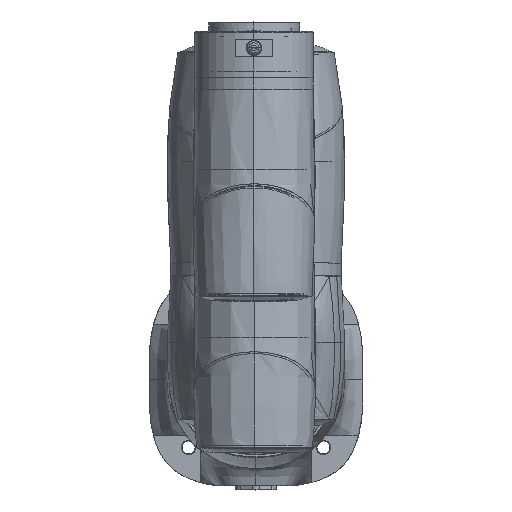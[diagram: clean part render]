
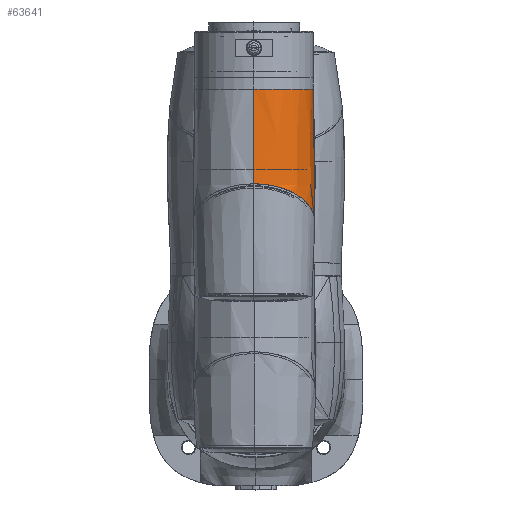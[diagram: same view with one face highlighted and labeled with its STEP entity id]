
A CAD part, top view. The second image highlights one B-rep face of the part: STEP entity #63641.
In plain terms, the highlighted free-form (B-spline) face has degree [3, 3] with [9, 7] control points.
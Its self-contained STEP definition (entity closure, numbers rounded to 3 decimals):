
#62743=CARTESIAN_POINT('',(0.,42.072,
101.499));
#62744=CARTESIAN_POINT('',(0.,42.129,
98.355));
#62745=CARTESIAN_POINT('',(0.,42.269,
89.703));
#62746=CARTESIAN_POINT('',(0.,42.463,
70.026));
#62747=CARTESIAN_POINT('',(0.,42.319,
42.467));
#62748=CARTESIAN_POINT('',(0.,41.575,
20.47));
#62749=CARTESIAN_POINT('',(0.,41.,
9.5));
#62797=CARTESIAN_POINT('',(-42.383,0.,
75.015));
#62798=CARTESIAN_POINT('',(-42.432,0.,
64.167));
#62799=CARTESIAN_POINT('',(-42.313,0.,
42.294));
#62800=CARTESIAN_POINT('',(-41.575,0.,
20.47));
#62801=CARTESIAN_POINT('',(-41.,0.,
9.5));
#62803=CARTESIAN_POINT('',(0.,0.,9.5));
#62804=DIRECTION('',(0.,0.,-1.));
#62805=DIRECTION('',(-1.,0.,0.));
#62806=AXIS2_PLACEMENT_3D('',#62803,#62804,#62805);
#62821=CARTESIAN_POINT('',(-42.383,0.,
75.015));
#62919=CARTESIAN_POINT('',(-42.383,0.,
75.015));
#62920=CARTESIAN_POINT('',(-42.383,1.64,
75.015));
#62921=CARTESIAN_POINT('',(-42.193,4.99,
75.134));
#62922=CARTESIAN_POINT('',(-41.257,10.206,
75.719));
#62923=CARTESIAN_POINT('',(-39.527,15.684,
76.8));
#62924=CARTESIAN_POINT('',(-36.919,21.033,
78.43));
#62925=CARTESIAN_POINT('',(-34.386,24.93,
80.012));
#62926=CARTESIAN_POINT('',(-31.199,28.892,
82.004));
#62927=CARTESIAN_POINT('',(-27.123,32.729,
84.551));
#62928=CARTESIAN_POINT('',(-22.127,36.243,
87.673));
#62929=CARTESIAN_POINT('',(-17.743,38.487,
90.412));
#62930=CARTESIAN_POINT('',(-12.476,40.49,
93.704));
#62931=CARTESIAN_POINT('',(-6.635,41.784,
97.353));
#62932=CARTESIAN_POINT('',(-2.284,42.098,
100.072));
#62933=CARTESIAN_POINT('',(0.,42.072,
101.499));
#63333=VERTEX_POINT('',#62821);
#63334=VERTEX_POINT('',#62933);
#63341=VERTEX_POINT('',#62749);
#63343=VERTEX_POINT('',#62801);
#63569=CARTESIAN_POINT('',(0.661,42.05,
102.419));
#63570=CARTESIAN_POINT('',(0.661,42.114,
98.968));
#63571=CARTESIAN_POINT('',(0.661,42.261,
90.01));
#63572=CARTESIAN_POINT('',(0.66,42.458,
70.026));
#63573=CARTESIAN_POINT('',(0.655,42.312,
42.159));
#63574=CARTESIAN_POINT('',(0.644,41.549,
19.857));
#63575=CARTESIAN_POINT('',(0.637,40.946,
8.581));
#63576=CARTESIAN_POINT('',(-5.126,42.137,
102.422));
#63577=CARTESIAN_POINT('',(-5.127,42.201,
98.971));
#63578=CARTESIAN_POINT('',(-5.128,42.349,
90.012));
#63579=CARTESIAN_POINT('',(-5.121,42.547,
70.026));
#63580=CARTESIAN_POINT('',(-5.078,42.402,
42.156));
#63581=CARTESIAN_POINT('',(-4.994,41.637,
19.854));
#63582=CARTESIAN_POINT('',(-4.937,41.033,
8.581));
#63583=CARTESIAN_POINT('',(-13.519,40.567,
102.425));
#63584=CARTESIAN_POINT('',(-13.532,40.625,
98.974));
#63585=CARTESIAN_POINT('',(-13.562,40.757,
90.015));
#63586=CARTESIAN_POINT('',(-13.598,40.927,
70.027));
#63587=CARTESIAN_POINT('',(-13.549,40.767,
42.153));
#63588=CARTESIAN_POINT('',(-13.359,40.029,
19.85));
#63589=CARTESIAN_POINT('',(-13.214,39.451,
8.582));
#63590=CARTESIAN_POINT('',(-23.533,35.318,
102.427));
#63591=CARTESIAN_POINT('',(-23.558,35.361,
98.976));
#63592=CARTESIAN_POINT('',(-23.615,35.458,
90.016));
#63593=CARTESIAN_POINT('',(-23.68,35.571,
70.027));
#63594=CARTESIAN_POINT('',(-23.576,35.401,
42.15));
#63595=CARTESIAN_POINT('',(-23.193,34.761,
19.848));
#63596=CARTESIAN_POINT('',(-22.902,34.27,
8.582));
#63597=CARTESIAN_POINT('',(-30.054,30.054,
102.428));
#63598=CARTESIAN_POINT('',(-30.087,30.087,
98.976));
#63599=CARTESIAN_POINT('',(-30.159,30.159,
90.016));
#63600=CARTESIAN_POINT('',(-30.237,30.237,
70.027));
#63601=CARTESIAN_POINT('',(-30.081,30.081,
42.15));
#63602=CARTESIAN_POINT('',(-29.549,29.549,
19.848));
#63603=CARTESIAN_POINT('',(-29.146,29.146,
8.582));
#63604=CARTESIAN_POINT('',(-35.318,23.533,
102.427));
#63605=CARTESIAN_POINT('',(-35.361,23.558,
98.976));
#63606=CARTESIAN_POINT('',(-35.458,23.615,
90.016));
#63607=CARTESIAN_POINT('',(-35.571,23.68,
70.027));
#63608=CARTESIAN_POINT('',(-35.401,23.576,
42.15));
#63609=CARTESIAN_POINT('',(-34.761,23.193,
19.848));
#63610=CARTESIAN_POINT('',(-34.27,22.902,
8.582));
#63611=CARTESIAN_POINT('',(-40.568,13.519,
102.425));
#63612=CARTESIAN_POINT('',(-40.625,13.532,
98.974));
#63613=CARTESIAN_POINT('',(-40.757,13.562,
90.015));
#63614=CARTESIAN_POINT('',(-40.927,13.598,
70.027));
#63615=CARTESIAN_POINT('',(-40.768,13.549,
42.153));
#63616=CARTESIAN_POINT('',(-40.029,13.358,
19.85));
#63617=CARTESIAN_POINT('',(-39.451,13.213,
8.582));
#63618=CARTESIAN_POINT('',(-42.137,5.125,
102.422));
#63619=CARTESIAN_POINT('',(-42.201,5.126,
98.971));
#63620=CARTESIAN_POINT('',(-42.349,5.127,
90.012));
#63621=CARTESIAN_POINT('',(-42.547,5.12,
70.026));
#63622=CARTESIAN_POINT('',(-42.402,5.077,
42.156));
#63623=CARTESIAN_POINT('',(-41.637,4.994,
19.854));
#63624=CARTESIAN_POINT('',(-41.033,4.936,
8.581));
#63625=CARTESIAN_POINT('',(-42.05,-0.662,
102.419));
#63626=CARTESIAN_POINT('',(-42.114,-0.662,
98.968));
#63627=CARTESIAN_POINT('',(-42.261,-0.662,
90.01));
#63628=CARTESIAN_POINT('',(-42.458,-0.661,
70.026));
#63629=CARTESIAN_POINT('',(-42.312,-0.656,
42.159));
#63630=CARTESIAN_POINT('',(-41.549,-0.645,
19.857));
#63631=CARTESIAN_POINT('',(-40.946,-0.638,
8.581));
#63632=B_SPLINE_SURFACE_WITH_KNOTS('',3,3,((#63569,#63570,#63571,#63572,#63573,
#63574,#63575),(#63576,#63577,#63578,#63579,#63580,#63581,#63582),(#63583,
#63584,#63585,#63586,#63587,#63588,#63589),(#63590,#63591,#63592,#63593,#63594,
#63595,#63596),(#63597,#63598,#63599,#63600,#63601,#63602,#63603),(#63604,
#63605,#63606,#63607,#63608,#63609,#63610),(#63611,#63612,#63613,#63614,#63615,
#63616,#63617),(#63618,#63619,#63620,#63621,#63622,#63623,#63624),(#63625,
#63626,#63627,#63628,#63629,#63630,#63631)),.UNSPECIFIED.,.F.,.F.,.F.,(4,1,1,1,
1,1,4),(4,1,1,1,4),(-0.01,0.25,0.375,0.5,0.625,0.75,
1.01),(0.297,0.375,0.5,0.75,1.007),
.UNSPECIFIED.);
#63634=ORIENTED_EDGE('',*,*,#63633,.T.);
#63635=ORIENTED_EDGE('',*,*,#63454,.T.);
#63636=ORIENTED_EDGE('',*,*,#63553,.F.);
#63638=ORIENTED_EDGE('',*,*,#63637,.F.);
#63639=EDGE_LOOP('',(#63634,#63635,#63636,#63638));
#63640=FACE_OUTER_BOUND('',#63639,.F.);
#63641=ADVANCED_FACE('',(#63640),#63632,.F.);
#62750=B_SPLINE_CURVE_WITH_KNOTS('',3,(#62743,#62744,#62745,#62746,#62747,
#62748,#62749),.UNSPECIFIED.,.F.,.F.,(4,1,1,1,4),(0.,0.103,
0.282,0.641,1.),.UNSPECIFIED.);
#62802=B_SPLINE_CURVE_WITH_KNOTS('',3,(#62797,#62798,#62799,#62800,#62801),
.UNSPECIFIED.,.F.,.F.,(4,1,4),(0.,0.496,1.),.UNSPECIFIED.);
#62807=CIRCLE('',#62806,41.);
#62934=B_SPLINE_CURVE_WITH_KNOTS('',3,(#62919,#62920,#62921,#62922,#62923,
#62924,#62925,#62926,#62927,#62928,#62929,#62930,#62931,#62932,#62933),
.UNSPECIFIED.,.F.,.F.,(4,1,1,1,1,1,1,1,1,1,1,1,4),(0.,0.083,
0.167,0.25,0.333,0.417,0.5,
0.583,0.667,0.75,0.833,0.917,
1.),.UNSPECIFIED.);
#63454=EDGE_CURVE('',#63343,#63341,#62807,.T.);
#63553=EDGE_CURVE('',#63334,#63341,#62750,.T.);
#63633=EDGE_CURVE('',#63333,#63343,#62802,.T.);
#63637=EDGE_CURVE('',#63333,#63334,#62934,.T.);
